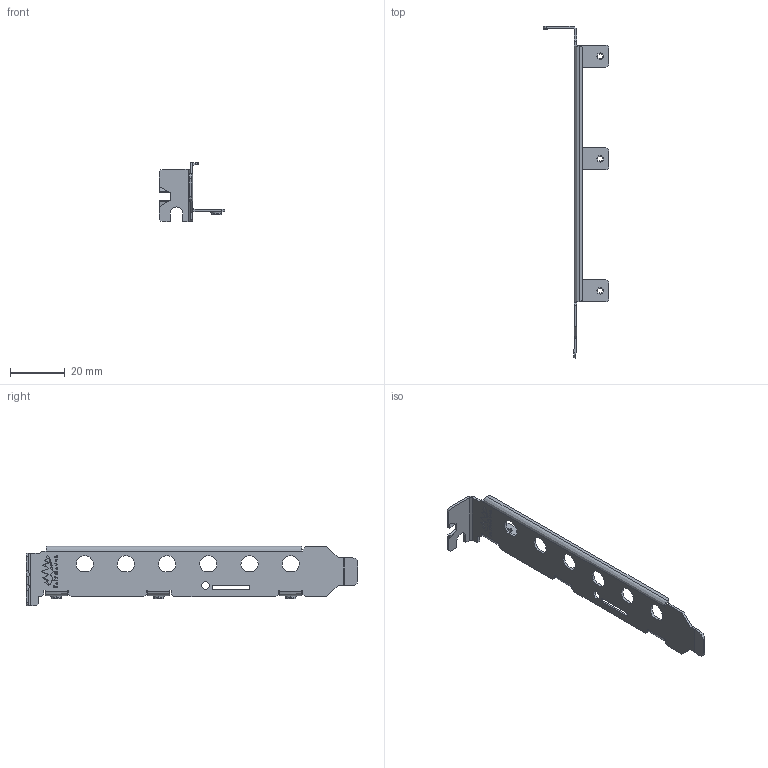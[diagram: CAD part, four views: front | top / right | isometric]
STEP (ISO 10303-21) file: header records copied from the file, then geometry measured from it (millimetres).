
FILE_DESCRIPTION(('STEP AP214'),'1');
FILE_NAME('PCIe 1XTRX v11 Full Height Bracket w holes rev5.stp','2018-06-29T12:20:19',('Sviyazov Andrey'),('Sviyazov &Co'),'Spatial InterOp 3D',' ',' ');
FILE_SCHEMA(('automotive_design'));
Length unit declared in the file: inch
Products named in the file (2): 1; 2
Bounding box: 24 x 120.86 x 21.59 mm (x, y, z)
Volume: 2179.2 mm3; surface area: 5560 mm2
Topology: 2 solids, 2 shells, 239 faces, 617 edges, 399 vertices
Faces by surface type: plane 114, cylinder 55, bspline 32, extrusion 26, torus 12
Entity records: 36305 total; most frequent: CARTESIAN_POINT 25699, ORIENTED_EDGE 1234, DIRECTION 1074, STYLED_ITEM 824, PRESENTATION_STYLE_ASSIGNMENT 824, COLOUR_RGB 824, EDGE_CURVE 617, CURVE_STYLE 583
